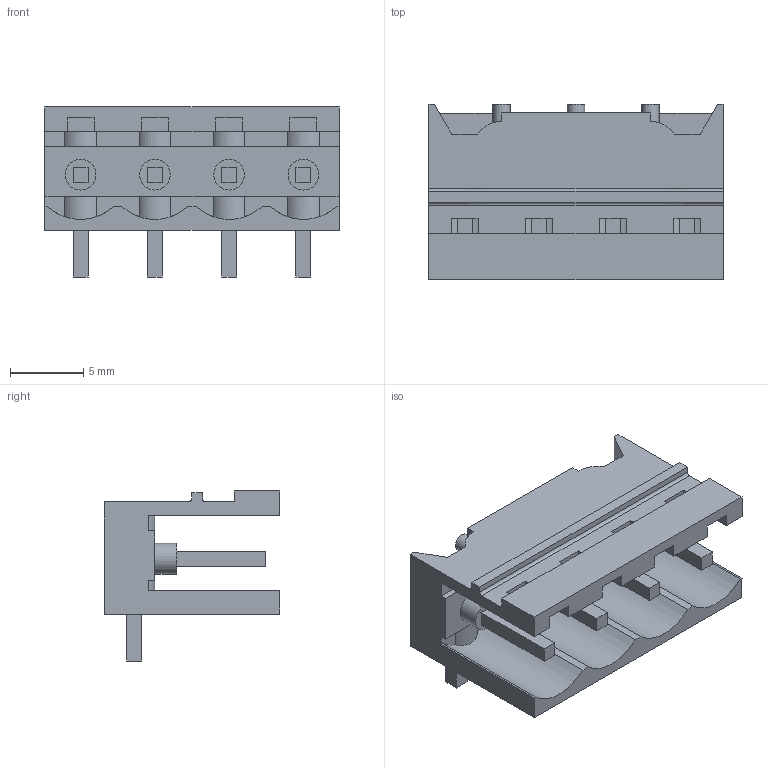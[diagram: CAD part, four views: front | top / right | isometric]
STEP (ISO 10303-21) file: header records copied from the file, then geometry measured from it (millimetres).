
FILE_DESCRIPTION(('CATIA V5 STEP Exchange','CAx-IF Rec.Pracs.--- Model Styling and Organization---1.2---2011-12-15'),'2;1');
FILE_NAME ('D1456009_0', '2018-03-09T07:41:07+00:00', ('none'), ('Weidmueller'), 'CATIA Version 5-6 Release 2014', 'CATIA V5 STEP AP214', 'none');
FILE_SCHEMA(('AUTOMOTIVE_DESIGN { 1 0 10303 214 1 1 1 1 }'));
Length unit declared in the file: millimetre
Products named in the file (1): 1779970000
Bounding box: 20.12 x 12 x 11.63 mm (x, y, z)
Volume: 725.5 mm3; surface area: 1759.2 mm2
Topology: 5 solids, 5 shells, 231 faces, 717 edges, 492 vertices
Faces by surface type: plane 194, cylinder 35, extrusion 2
Entity records: 7576 total; most frequent: CARTESIAN_POINT 1505, ORIENTED_EDGE 1434, DIRECTION 971, EDGE_CURVE 717, VECTOR 573, LINE 571, VERTEX_POINT 492, AXIS2_PLACEMENT_3D 256
